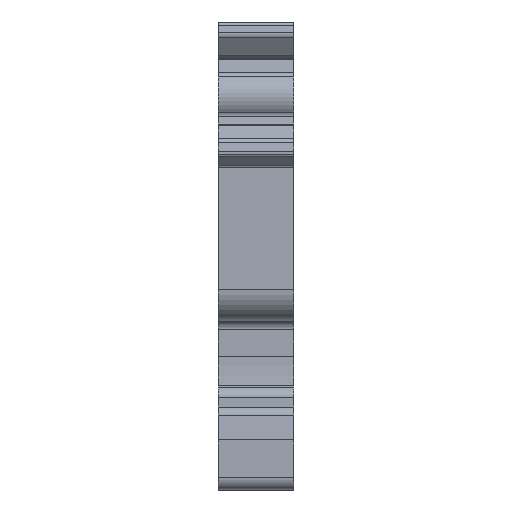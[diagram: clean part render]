
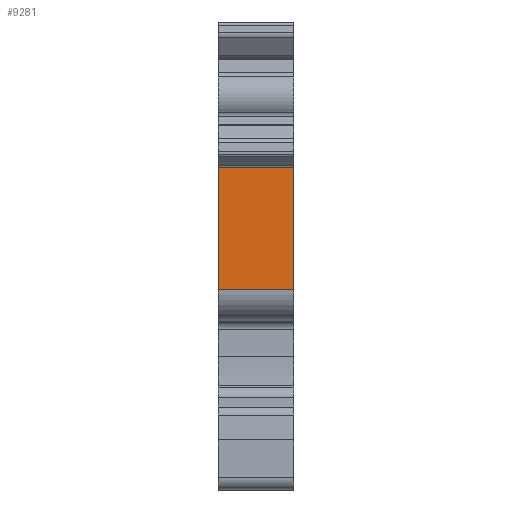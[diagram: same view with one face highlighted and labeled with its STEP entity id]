
A CAD part, left-side view. The second image highlights one B-rep face of the part: STEP entity #9281.
In plain terms, the highlighted planar face has unit normal (-1, 0, 0).
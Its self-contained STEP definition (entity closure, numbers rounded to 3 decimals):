
#94 = VERTEX_POINT ( 'NONE', #38335 ) ;
#1116 = EDGE_CURVE ( 'NONE', #1815, #94, #32057, .T. ) ;
#1815 = VERTEX_POINT ( 'NONE', #10864 ) ;
#2946 = LINE ( 'NONE', #34827, #39814 ) ;
#3650 = EDGE_CURVE ( 'NONE', #1815, #33294, #35244, .T. ) ;
#5969 = EDGE_CURVE ( 'NONE', #33294, #31526, #8646, .T. ) ;
#6665 = CARTESIAN_POINT ( 'NONE',  ( -43.5, 6., 18.488 ) ) ;
#6889 = ORIENTED_EDGE ( 'NONE', *, *, #1116, .F. ) ;
#7701 = ORIENTED_EDGE ( 'NONE', *, *, #3650, .T. ) ;
#8486 = AXIS2_PLACEMENT_3D ( 'NONE', #28759, #34785, #9762 ) ;
#8646 = LINE ( 'NONE', #34669, #24705 ) ;
#9281 = ADVANCED_FACE ( 'NONE', ( #31873 ), #38343, .F. ) ;
#9374 = DIRECTION ( 'NONE',  ( 0., 0., 1. ) ) ;
#9762 = DIRECTION ( 'NONE',  ( 0., -1., 0. ) ) ;
#10864 = CARTESIAN_POINT ( 'NONE',  ( -43.5, 6., 8.734 ) ) ;
#15551 = CARTESIAN_POINT ( 'NONE',  ( -43.5, 0., 8.734 ) ) ;
#17134 = DIRECTION ( 'NONE',  ( 0., -1., 0. ) ) ;
#18419 = DIRECTION ( 'NONE',  ( 0., -1., 0. ) ) ;
#19950 = VECTOR ( 'NONE', #9374, 1000. ) ;
#21376 = DIRECTION ( 'NONE',  ( 0., 0., 1. ) ) ;
#24705 = VECTOR ( 'NONE', #21376, 1000. ) ;
#26505 = CARTESIAN_POINT ( 'NONE',  ( -43.5, 6., 8.734 ) ) ;
#28759 = CARTESIAN_POINT ( 'NONE',  ( -43.5, 6., 18.488 ) ) ;
#31416 = ORIENTED_EDGE ( 'NONE', *, *, #34999, .F. ) ;
#31526 = VERTEX_POINT ( 'NONE', #34028 ) ;
#31873 = FACE_OUTER_BOUND ( 'NONE', #34359, .T. ) ;
#32057 = LINE ( 'NONE', #6665, #19950 ) ;
#32717 = VECTOR ( 'NONE', #17134, 1000. ) ;
#33294 = VERTEX_POINT ( 'NONE', #15551 ) ;
#34028 = CARTESIAN_POINT ( 'NONE',  ( -43.5, 0., 18.488 ) ) ;
#34178 = ORIENTED_EDGE ( 'NONE', *, *, #5969, .T. ) ;
#34359 = EDGE_LOOP ( 'NONE', ( #34178, #31416, #6889, #7701 ) ) ;
#34669 = CARTESIAN_POINT ( 'NONE',  ( -43.5, 0., 18.488 ) ) ;
#34785 = DIRECTION ( 'NONE',  ( 1., 0., 0. ) ) ;
#34827 = CARTESIAN_POINT ( 'NONE',  ( -43.5, 6., 18.488 ) ) ;
#34999 = EDGE_CURVE ( 'NONE', #94, #31526, #2946, .T. ) ;
#35244 = LINE ( 'NONE', #26505, #32717 ) ;
#38335 = CARTESIAN_POINT ( 'NONE',  ( -43.5, 6., 18.488 ) ) ;
#38343 = PLANE ( 'NONE',  #8486 ) ;
#39814 = VECTOR ( 'NONE', #18419, 1000. ) ;
